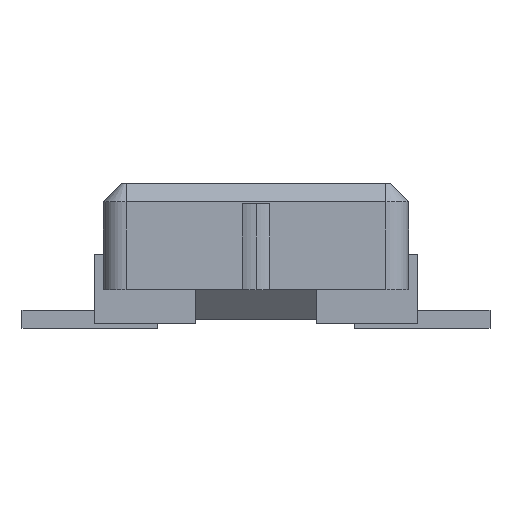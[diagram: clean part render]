
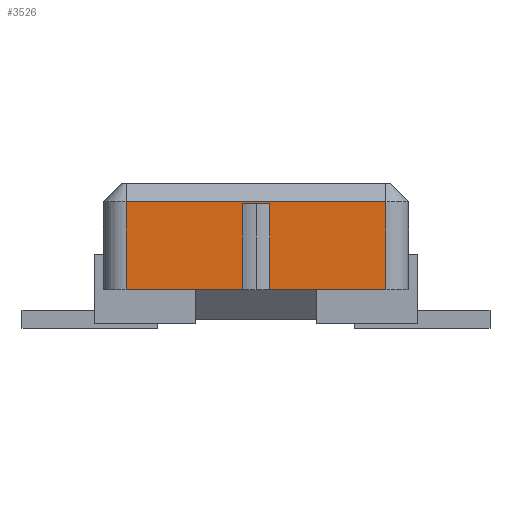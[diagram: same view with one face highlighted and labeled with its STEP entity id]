
A CAD part, left-side view. The second image highlights one B-rep face of the part: STEP entity #3526.
In plain terms, the highlighted planar face has unit normal (-1, 0, 0).
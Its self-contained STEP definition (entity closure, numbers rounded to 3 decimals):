
#57=VERTEX_POINT('',#58);
#58=CARTESIAN_POINT('',(-1.78,-0.061,0.552));
#76=VERTEX_POINT('',#77);
#77=CARTESIAN_POINT('',(-1.78,-0.061,0.172));
#84=EDGE_CURVE('',#76,#57,#85,.F.);
#85=LINE('',#86,#87);
#86=CARTESIAN_POINT('',(-1.78,-0.061,0.552));
#87=VECTOR('',#88,1.0);
#88=DIRECTION('',(0.0,0.0,-1.0));
#3058=EDGE_CURVE('',#3059,#76,#3061,.F.);
#3059=VERTEX_POINT('',#3060);
#3060=CARTESIAN_POINT('',(-1.78,-0.575,0.172));
#3061=LINE('',#3062,#3063);
#3062=CARTESIAN_POINT('',(-1.78,0.715,0.172));
#3063=VECTOR('',#3064,1.0);
#3064=DIRECTION('',(0.,-1.0,0.0));
#3068=VERTEX_POINT('',#3069);
#3069=CARTESIAN_POINT('',(-1.78,0.061,0.172));
#3076=EDGE_CURVE('',#3068,#3077,#3079,.F.);
#3077=VERTEX_POINT('',#3078);
#3078=CARTESIAN_POINT('',(-1.78,0.575,0.172));
#3079=LINE('',#3080,#3081);
#3080=CARTESIAN_POINT('',(-1.78,0.715,0.172));
#3081=VECTOR('',#3082,1.0);
#3082=DIRECTION('',(0.,-1.0,0.0));
#3526=ADVANCED_FACE('',(#3527),#3568,.F.);
#3527=FACE_BOUND('',#3528,.T.);
#3528=EDGE_LOOP('',(#3529,#3537,#3538,#3539,#3547,#3555,#3561,#3562));
#3529=ORIENTED_EDGE('',*,*,#3530,.T.);
#3530=EDGE_CURVE('',#3531,#57,#3533,.T.);
#3531=VERTEX_POINT('',#3532);
#3532=CARTESIAN_POINT('',(-1.78,0.061,0.552));
#3533=LINE('',#3534,#3535);
#3534=CARTESIAN_POINT('',(-1.78,0.715,0.552));
#3535=VECTOR('',#3536,1.0);
#3536=DIRECTION('',(0.0,-1.0,0.0));
#3537=ORIENTED_EDGE('',*,*,#84,.F.);
#3538=ORIENTED_EDGE('',*,*,#3058,.F.);
#3539=ORIENTED_EDGE('',*,*,#3540,.T.);
#3540=EDGE_CURVE('',#3059,#3541,#3543,.T.);
#3541=VERTEX_POINT('',#3542);
#3542=CARTESIAN_POINT('',(-1.78,-0.575,0.56));
#3543=LINE('',#3544,#3545);
#3544=CARTESIAN_POINT('',(-1.78,-0.575,0.64));
#3545=VECTOR('',#3546,1.0);
#3546=DIRECTION('',(0.0,0.0,1.0));
#3547=ORIENTED_EDGE('',*,*,#3548,.T.);
#3548=EDGE_CURVE('',#3541,#3549,#3551,.T.);
#3549=VERTEX_POINT('',#3550);
#3550=CARTESIAN_POINT('',(-1.78,0.575,0.56));
#3551=LINE('',#3552,#3553);
#3552=CARTESIAN_POINT('',(-1.78,0.575,0.56));
#3553=VECTOR('',#3554,1.0);
#3554=DIRECTION('',(0.0,1.0,0.0));
#3555=ORIENTED_EDGE('',*,*,#3556,.T.);
#3556=EDGE_CURVE('',#3549,#3077,#3557,.T.);
#3557=LINE('',#3558,#3559);
#3558=CARTESIAN_POINT('',(-1.78,0.575,0.64));
#3559=VECTOR('',#3560,1.0);
#3560=DIRECTION('',(0.0,0.0,-1.0));
#3561=ORIENTED_EDGE('',*,*,#3076,.F.);
#3562=ORIENTED_EDGE('',*,*,#3563,.T.);
#3563=EDGE_CURVE('',#3068,#3531,#3564,.T.);
#3564=LINE('',#3565,#3566);
#3565=CARTESIAN_POINT('',(-1.78,0.061,0.552));
#3566=VECTOR('',#3567,1.0);
#3567=DIRECTION('',(0.0,0.0,1.0));
#3568=PLANE('',#3569);
#3569=AXIS2_PLACEMENT_3D('',#3570,#3571,#3572);
#3570=CARTESIAN_POINT('',(-1.78,0.715,0.64));
#3571=DIRECTION('',(1.0,0.0,0.0));
#3572=DIRECTION('',(0.0,0.0,-1.0));
